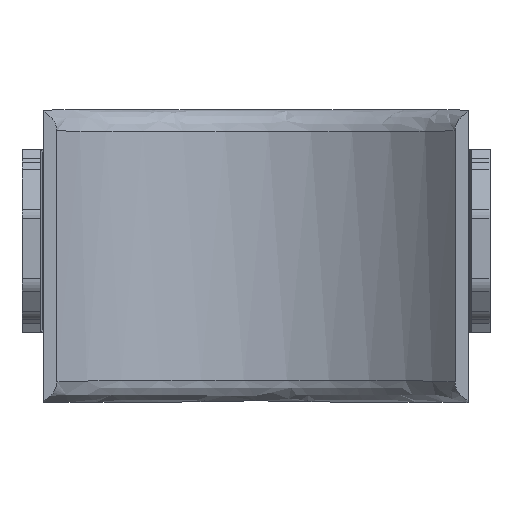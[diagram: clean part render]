
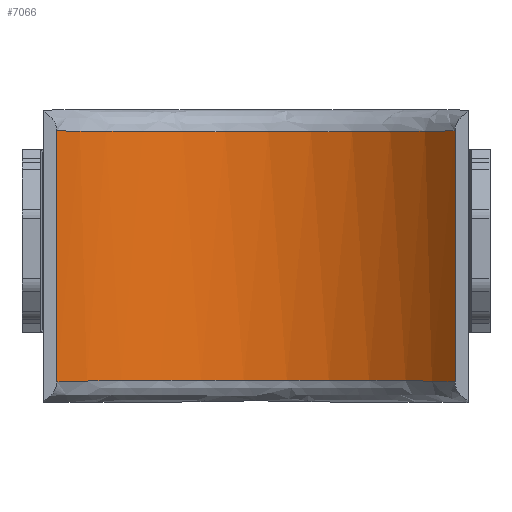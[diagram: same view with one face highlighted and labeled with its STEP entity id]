
A CAD part, front view. The second image highlights one B-rep face of the part: STEP entity #7066.
In plain terms, the highlighted cylindrical face has radius 35 mm (diameter 70 mm), a partial arc.
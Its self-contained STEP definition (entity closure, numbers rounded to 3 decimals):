
#82 = CARTESIAN_POINT ( 'NONE',  ( 1.293, 0.001, 16.999 ) ) ;
#159 = VECTOR ( 'NONE', #4348, 1000. ) ;
#236 = CARTESIAN_POINT ( 'NONE',  ( -19.61, -5.892, -17.03 ) ) ;
#255 = EDGE_CURVE ( 'NONE', #1715, #1369, #7471, .T. ) ;
#283 = CARTESIAN_POINT ( 'NONE',  ( 2.597, -0.072, 16.999 ) ) ;
#388 = CARTESIAN_POINT ( 'NONE',  ( -12.709, -2.363, 17.004 ) ) ;
#860 = CARTESIAN_POINT ( 'NONE',  ( 23.663, -9.179, -17.08 ) ) ;
#1003 = ORIENTED_EDGE ( 'NONE', *, *, #17569, .T. ) ;
#1129 = CARTESIAN_POINT ( 'NONE',  ( 15.669, -3.697, 17.012 ) ) ;
#1342 = CARTESIAN_POINT ( 'NONE',  ( 23.663, -9.179, 17.08 ) ) ;
#1369 = VERTEX_POINT ( 'NONE', #12356 ) ;
#1650 = FACE_OUTER_BOUND ( 'NONE', #9143, .T. ) ;
#1715 = VERTEX_POINT ( 'NONE', #3536 ) ;
#1856 = CARTESIAN_POINT ( 'NONE',  ( -17.414, -4.529, 17.018 ) ) ;
#2424 = CARTESIAN_POINT ( 'NONE',  ( 17.959, -4.952, -17.023 ) ) ;
#3071 = CARTESIAN_POINT ( 'NONE',  ( -25.523, -11.016, -17.116 ) ) ;
#3120 = CARTESIAN_POINT ( 'NONE',  ( 17.959, -4.952, 17.023 ) ) ;
#3173 = CARTESIAN_POINT ( 'NONE',  ( -27.221, -13., -17.164 ) ) ;
#3230 = CARTESIAN_POINT ( 'NONE',  ( -27.221, -13., 17.164 ) ) ;
#3489 = CARTESIAN_POINT ( 'NONE',  ( -2.635, -0.001, -16.999 ) ) ;
#3536 = CARTESIAN_POINT ( 'NONE',  ( -27.221, -13., -17.164 ) ) ;
#3641 = EDGE_CURVE ( 'NONE', #13773, #1369, #20313, .T. ) ;
#4348 = DIRECTION ( 'NONE',  ( 0., 0., -1. ) ) ;
#4386 = CARTESIAN_POINT ( 'NONE',  ( 26.81, -12.491, 17.151 ) ) ;
#4901 = CARTESIAN_POINT ( 'NONE',  ( -26.398, -11.982, 17.138 ) ) ;
#4996 = CYLINDRICAL_SURFACE ( 'NONE', #19416, 35. ) ;
#5054 = CARTESIAN_POINT ( 'NONE',  ( -22.692, -8.321, -17.066 ) ) ;
#5100 = CARTESIAN_POINT ( 'NONE',  ( -2.635, -0.001, 16.999 ) ) ;
#5202 = DIRECTION ( 'NONE',  ( 0., 0., -1. ) ) ;
#5463 = CARTESIAN_POINT ( 'NONE',  ( 25.053, -10.551, -17.107 ) ) ;
#5570 = CARTESIAN_POINT ( 'NONE',  ( 26.384, -11.994, -17.139 ) ) ;
#5837 = CARTESIAN_POINT ( 'NONE',  ( 26.384, -11.994, 17.139 ) ) ;
#5906 = CARTESIAN_POINT ( 'NONE',  ( 27.221, -13., 20. ) ) ;
#6077 = B_SPLINE_CURVE_WITH_KNOTS ( 'NONE', 3,
 ( #7510, #4386, #5837, #17444, #9068, #1342, #13771, #12626, #14094, #3120, #12207, #15448, #1129, #13876, #18796, #9993, #8026, #283, #82, #5100, #14400, #19405, #6464, #388, #12831, #1856, #14603, #17548, #14503, #11267, #4901, #3230 ),
 .UNSPECIFIED., .F., .F.,
 ( 4, 2, 2, 2, 2, 2, 2, 2, 2, 2, 2, 2, 2, 2, 2, 4 ),
 ( 0., 0.002, 0.004, 0.008, 0.012, 0.014, 0.016, 0.024, 0.027, 0.031, 0.039, 0.043, 0.047, 0.055, 0.059, 0.063 ),
 .UNSPECIFIED. ) ;
#6343 = CARTESIAN_POINT ( 'NONE',  ( -27.221, -13., 17.164 ) ) ;
#6464 = CARTESIAN_POINT ( 'NONE',  ( -10.236, -1.505, 17.001 ) ) ;
#6621 = CARTESIAN_POINT ( 'NONE',  ( -13.912, -2.858, -17.007 ) ) ;
#6623 = CARTESIAN_POINT ( 'NONE',  ( -27.221, -13., 20. ) ) ;
#6928 = CARTESIAN_POINT ( 'NONE',  ( 27.221, -13., -17.164 ) ) ;
#7031 = CARTESIAN_POINT ( 'NONE',  ( 12.73, -2.293, -17.003 ) ) ;
#7038 = EDGE_CURVE ( 'NONE', #13773, #10666, #6077, .T. ) ;
#7066 = ADVANCED_FACE ( 'NONE', ( #1650 ), #4996, .F. ) ;
#7471 = B_SPLINE_CURVE_WITH_KNOTS ( 'NONE', 3,
 ( #3173, #9739, #3071, #8182, #5054, #236, #15819, #6621, #14255, #19059, #17496, #17804, #3489, #16231, #15922, #15069, #16744, #8795, #7031, #10364, #16537, #11726, #2424, #13399, #16327, #15173, #860, #5463, #18115, #5570, #11930, #6928 ),
 .UNSPECIFIED., .F., .F.,
 ( 4, 2, 2, 2, 2, 2, 2, 2, 2, 2, 2, 2, 2, 2, 2, 4 ),
 ( 0., 0.004, 0.008, 0.016, 0.02, 0.023, 0.031, 0.035, 0.039, 0.047, 0.049, 0.051, 0.055, 0.059, 0.061, 0.062 ),
 .UNSPECIFIED. ) ;
#7510 = CARTESIAN_POINT ( 'NONE',  ( 27.221, -13., 17.164 ) ) ;
#8026 = CARTESIAN_POINT ( 'NONE',  ( 5.193, -0.363, 16.999 ) ) ;
#8182 = CARTESIAN_POINT ( 'NONE',  ( -23.671, -9.186, -17.08 ) ) ;
#8185 = LINE ( 'NONE', #6623, #16058 ) ;
#8229 = DIRECTION ( 'NONE',  ( -1., 0., 0. ) ) ;
#8795 = CARTESIAN_POINT ( 'NONE',  ( 10.287, -1.445, -17.001 ) ) ;
#9068 = CARTESIAN_POINT ( 'NONE',  ( 25.053, -10.551, 17.107 ) ) ;
#9143 = EDGE_LOOP ( 'NONE', ( #1003, #19929, #19283, #14022 ) ) ;
#9739 = CARTESIAN_POINT ( 'NONE',  ( -26.398, -11.982, -17.138 ) ) ;
#9993 = CARTESIAN_POINT ( 'NONE',  ( 6.488, -0.582, 16.999 ) ) ;
#10364 = CARTESIAN_POINT ( 'NONE',  ( 15.669, -3.697, -17.012 ) ) ;
#10666 = VERTEX_POINT ( 'NONE', #6343 ) ;
#11267 = CARTESIAN_POINT ( 'NONE',  ( -25.523, -11.016, 17.116 ) ) ;
#11726 = CARTESIAN_POINT ( 'NONE',  ( 17.398, -4.623, -17.02 ) ) ;
#11930 = CARTESIAN_POINT ( 'NONE',  ( 26.81, -12.491, -17.151 ) ) ;
#12207 = CARTESIAN_POINT ( 'NONE',  ( 17.398, -4.623, 17.02 ) ) ;
#12356 = CARTESIAN_POINT ( 'NONE',  ( 27.221, -13., -17.164 ) ) ;
#12626 = CARTESIAN_POINT ( 'NONE',  ( 20.666, -6.723, 17.042 ) ) ;
#12831 = CARTESIAN_POINT ( 'NONE',  ( -13.912, -2.858, 17.007 ) ) ;
#13399 = CARTESIAN_POINT ( 'NONE',  ( 19.609, -5.98, -17.033 ) ) ;
#13771 = CARTESIAN_POINT ( 'NONE',  ( 22.693, -8.322, 17.066 ) ) ;
#13773 = VERTEX_POINT ( 'NONE', #17168 ) ;
#13876 = CARTESIAN_POINT ( 'NONE',  ( 12.73, -2.293, 17.003 ) ) ;
#14022 = ORIENTED_EDGE ( 'NONE', *, *, #7038, .T. ) ;
#14094 = CARTESIAN_POINT ( 'NONE',  ( 19.609, -5.98, 17.033 ) ) ;
#14255 = CARTESIAN_POINT ( 'NONE',  ( -12.709, -2.363, -17.004 ) ) ;
#14400 = CARTESIAN_POINT ( 'NONE',  ( -5.204, -0.293, 16.999 ) ) ;
#14503 = CARTESIAN_POINT ( 'NONE',  ( -23.671, -9.186, 17.08 ) ) ;
#14603 = CARTESIAN_POINT ( 'NONE',  ( -19.61, -5.892, 17.03 ) ) ;
#15069 = CARTESIAN_POINT ( 'NONE',  ( 5.193, -0.363, -16.999 ) ) ;
#15173 = CARTESIAN_POINT ( 'NONE',  ( 22.693, -8.322, -17.066 ) ) ;
#15448 = CARTESIAN_POINT ( 'NONE',  ( 16.253, -3.996, 17.014 ) ) ;
#15819 = CARTESIAN_POINT ( 'NONE',  ( -17.414, -4.529, -17.018 ) ) ;
#15922 = CARTESIAN_POINT ( 'NONE',  ( 2.597, -0.072, -16.999 ) ) ;
#16058 = VECTOR ( 'NONE', #19670, 1000. ) ;
#16231 = CARTESIAN_POINT ( 'NONE',  ( 1.293, 0.001, -16.999 ) ) ;
#16327 = CARTESIAN_POINT ( 'NONE',  ( 20.666, -6.723, -17.042 ) ) ;
#16537 = CARTESIAN_POINT ( 'NONE',  ( 16.253, -3.996, -17.014 ) ) ;
#16744 = CARTESIAN_POINT ( 'NONE',  ( 6.488, -0.582, -16.999 ) ) ;
#17168 = CARTESIAN_POINT ( 'NONE',  ( 27.221, -13., 17.164 ) ) ;
#17444 = CARTESIAN_POINT ( 'NONE',  ( 25.506, -11.024, 17.117 ) ) ;
#17496 = CARTESIAN_POINT ( 'NONE',  ( -8.987, -1.149, -17. ) ) ;
#17548 = CARTESIAN_POINT ( 'NONE',  ( -22.692, -8.321, 17.066 ) ) ;
#17569 = EDGE_CURVE ( 'NONE', #10666, #1715, #8185, .T. ) ;
#17804 = CARTESIAN_POINT ( 'NONE',  ( -5.204, -0.293, -16.999 ) ) ;
#18115 = CARTESIAN_POINT ( 'NONE',  ( 25.506, -11.024, -17.117 ) ) ;
#18796 = CARTESIAN_POINT ( 'NONE',  ( 10.287, -1.445, 17.001 ) ) ;
#19059 = CARTESIAN_POINT ( 'NONE',  ( -10.236, -1.505, -17.001 ) ) ;
#19283 = ORIENTED_EDGE ( 'NONE', *, *, #3641, .F. ) ;
#19405 = CARTESIAN_POINT ( 'NONE',  ( -8.987, -1.149, 17. ) ) ;
#19416 = AXIS2_PLACEMENT_3D ( 'NONE', #20665, #5202, #8229 ) ;
#19670 = DIRECTION ( 'NONE',  ( 0., 0., -1. ) ) ;
#19929 = ORIENTED_EDGE ( 'NONE', *, *, #255, .T. ) ;
#20313 = LINE ( 'NONE', #5906, #159 ) ;
#20665 = CARTESIAN_POINT ( 'NONE',  ( 0., -35., 20. ) ) ;
